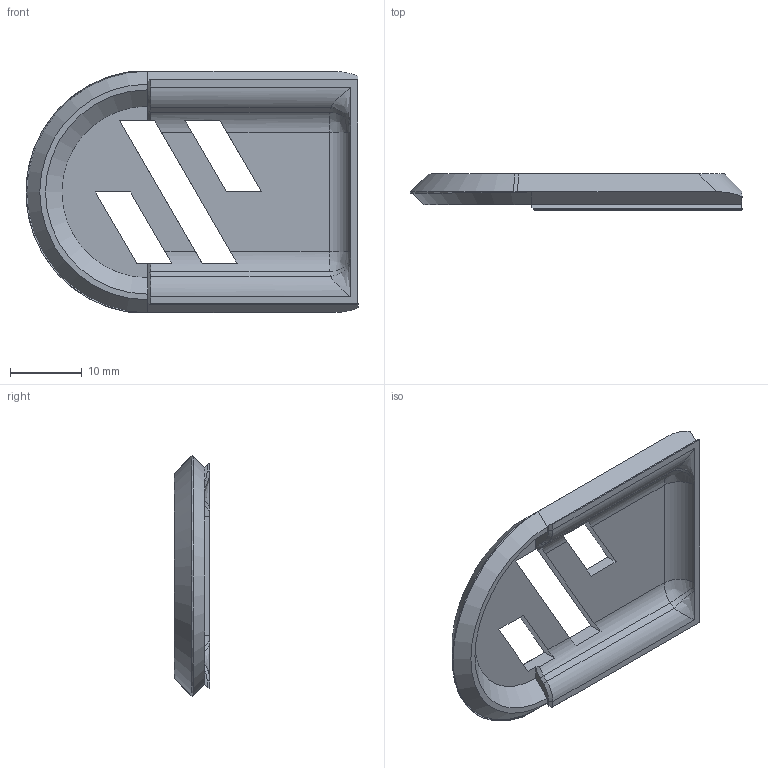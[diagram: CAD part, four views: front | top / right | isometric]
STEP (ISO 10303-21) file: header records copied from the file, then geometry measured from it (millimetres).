
FILE_DESCRIPTION (( 'STEP AP214' ), '1' );
FILE_NAME ('motor_cover.STEP', '2021-08-23T18:36:41', ( '' ), ( '' ), 'SwSTEP 2.0', 'SolidWorks 2021', '' );
FILE_SCHEMA (( 'AUTOMOTIVE_DESIGN' ));
Length unit declared in the file: millimetre
Products named in the file (1): motor_cover
Bounding box: 46.22 x 5 x 33.58 mm (x, y, z)
Volume: 3233.4 mm3; surface area: 3224.6 mm2
Topology: 1 solids, 1 shells, 73 faces, 194 edges, 118 vertices
Faces by surface type: plane 49, cylinder 8, bspline 8, cone 7, torus 1
Entity records: 2437 total; most frequent: CARTESIAN_POINT 706, ORIENTED_EDGE 384, DIRECTION 309, EDGE_CURVE 192, LINE 135, VECTOR 135, VERTEX_POINT 118, AXIS2_PLACEMENT_3D 87
